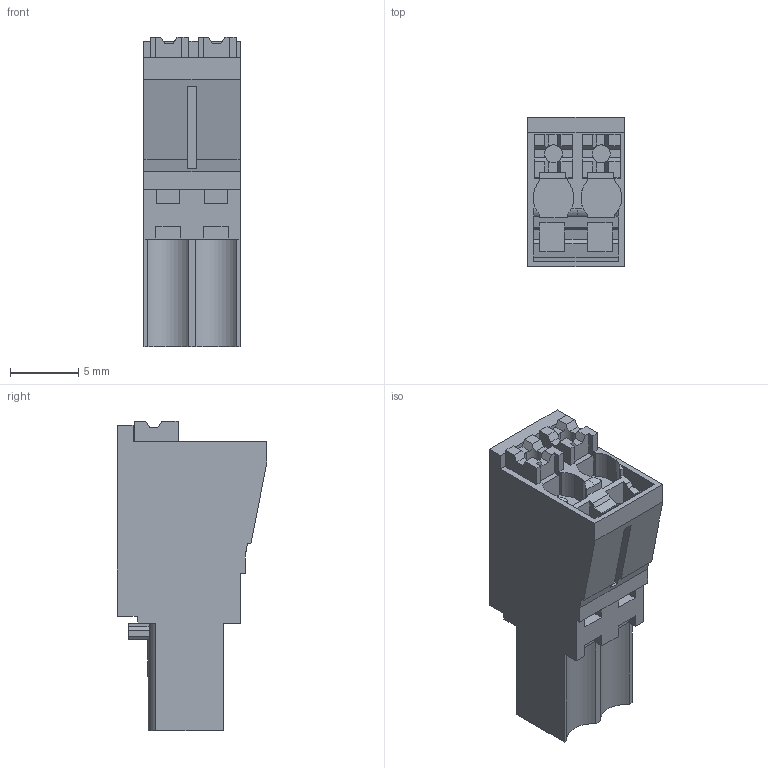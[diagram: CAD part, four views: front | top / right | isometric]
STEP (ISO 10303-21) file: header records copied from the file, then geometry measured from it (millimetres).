
FILE_DESCRIPTION(('CATIA V5 STEP Exchange','CAx-IF Rec.Pracs.--- Model Styling and Organization---1.2---2011-12-15'),'2;1');
FILE_NAME ('D1462612_0', '2017-04-26T07:06:03+00:00', ('none'), ('Weidmueller'), 'CATIA Version 5-6 Release 2014', 'CATIA V5 STEP AP214', 'none');
FILE_SCHEMA(('AUTOMOTIVE_DESIGN { 1 0 10303 214 1 1 1 1 }'));
Length unit declared in the file: millimetre
Products named in the file (1): 2460150000
Bounding box: 7.04 x 10.95 x 22.7 mm (x, y, z)
Volume: 1082.8 mm3; surface area: 1210.5 mm2
Topology: 3 solids, 3 shells, 239 faces, 707 edges, 477 vertices
Faces by surface type: plane 219, cylinder 20
Entity records: 7645 total; most frequent: CARTESIAN_POINT 1535, ORIENTED_EDGE 1414, DIRECTION 1016, EDGE_CURVE 707, VECTOR 606, LINE 606, VERTEX_POINT 477, EDGE_LOOP 246
